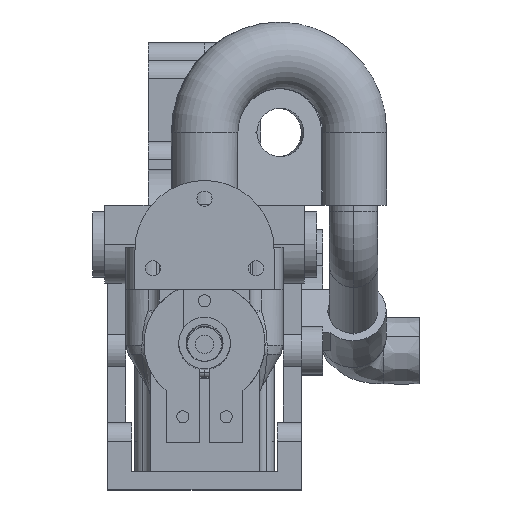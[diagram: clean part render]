
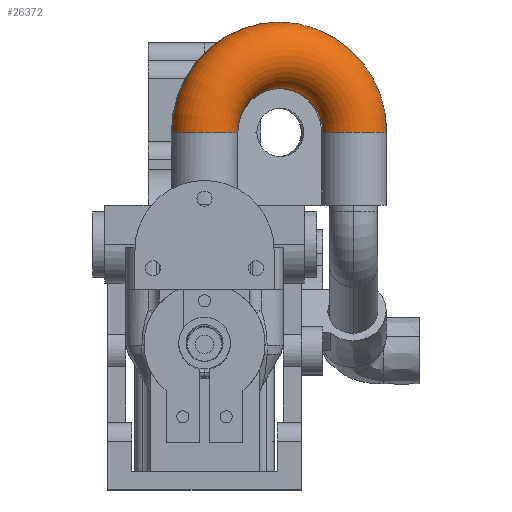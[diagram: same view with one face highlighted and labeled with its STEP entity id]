
A CAD part, top view. The second image highlights one B-rep face of the part: STEP entity #26372.
In plain terms, the highlighted toroidal (fillet/blend) face has major radius 12.75 mm and minor radius 5.5 mm.
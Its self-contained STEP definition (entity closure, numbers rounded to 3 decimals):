
#25705=CARTESIAN_POINT('',(-12.75,0.,0.));
#25706=DIRECTION('',(0.,-1.,0.));
#25707=DIRECTION('',(-1.,0.,0.));
#25708=AXIS2_PLACEMENT_3D('',#25705,#25706,#25707);
#25714=CARTESIAN_POINT('',(0.,0.,0.));
#25715=DIRECTION('',(0.,0.,1.));
#25716=DIRECTION('',(1.,0.,0.));
#25717=AXIS2_PLACEMENT_3D('',#25714,#25715,#25716);
#25719=CARTESIAN_POINT('',(12.75,0.,0.));
#25720=DIRECTION('',(0.,1.,0.));
#25721=DIRECTION('',(1.,0.,0.));
#25722=AXIS2_PLACEMENT_3D('',#25719,#25720,#25721);
#25724=CARTESIAN_POINT('',(0.,0.,0.));
#25725=DIRECTION('',(0.,0.,1.));
#25726=DIRECTION('',(1.,0.,0.));
#25727=AXIS2_PLACEMENT_3D('',#25724,#25725,#25726);
#25779=CARTESIAN_POINT('',(18.25,0.,0.));
#25781=VERTEX_POINT('',#25779);
#25786=CARTESIAN_POINT('',(-18.25,0.,0.));
#25787=VERTEX_POINT('',#25786);
#25857=CARTESIAN_POINT('',(7.25,0.,0.));
#25859=VERTEX_POINT('',#25857);
#25860=CARTESIAN_POINT('',(-7.25,0.,0.));
#25861=VERTEX_POINT('',#25860);
#26358=CARTESIAN_POINT('',(0.,0.,0.));
#26359=DIRECTION('',(0.,0.,1.));
#26360=DIRECTION('',(-1.,0.,0.));
#26361=AXIS2_PLACEMENT_3D('',#26358,#26359,#26360);
#26362=TOROIDAL_SURFACE('',#26361,12.75,5.5);
#26364=ORIENTED_EDGE('',*,*,#26363,.F.);
#26366=ORIENTED_EDGE('',*,*,#26365,.F.);
#26368=ORIENTED_EDGE('',*,*,#26367,.T.);
#26369=ORIENTED_EDGE('',*,*,#26351,.T.);
#26370=EDGE_LOOP('',(#26364,#26366,#26368,#26369));
#26371=FACE_OUTER_BOUND('',#26370,.F.);
#25709=CIRCLE('',#25708,5.5);
#25718=CIRCLE('',#25717,7.25);
#25723=CIRCLE('',#25722,5.5);
#25728=CIRCLE('',#25727,18.25);
#26351=EDGE_CURVE('',#25787,#25861,#25709,.T.);
#26363=EDGE_CURVE('',#25859,#25861,#25718,.T.);
#26365=EDGE_CURVE('',#25781,#25859,#25723,.T.);
#26367=EDGE_CURVE('',#25781,#25787,#25728,.T.);
#26372=ADVANCED_FACE('',(#26371),#26362,.T.);
